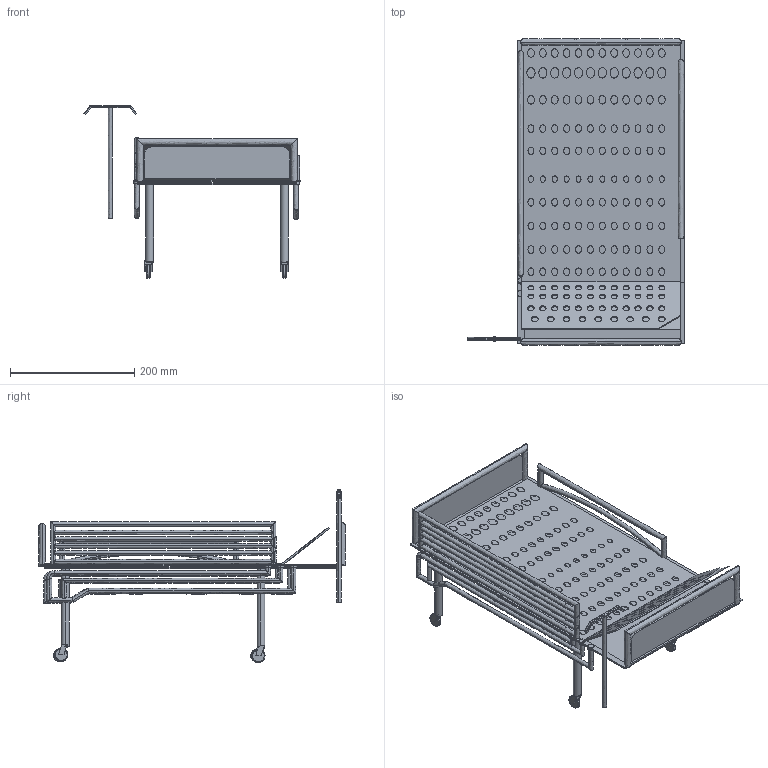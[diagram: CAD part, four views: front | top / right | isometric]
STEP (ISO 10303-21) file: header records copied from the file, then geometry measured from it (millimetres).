
FILE_DESCRIPTION(('FreeCAD Model'),'2;1');
FILE_NAME('Open CASCADE Shape Model','2025-04-29T23:21:21',('FreeCAD'),( 'FreeCAD'),'Open CASCADE STEP processor 7.6','FreeCAD','Unknown');
FILE_SCHEMA(('AUTOMOTIVE_DESIGN { 1 0 10303 214 1 1 1 1 }'));
Products named in the file (1): Open CASCADE STEP translator 7.6 1
Bounding box: 348.86 x 493.61 x 278.64 mm (x, y, z)
Volume: 1385214 mm3; surface area: 1320567.3 mm2
Topology: 20 solids, 23 shells, 648 faces, 1701 edges, 1102 vertices
Faces by surface type: bspline 648
Entity records: 34520 total; most frequent: CARTESIAN_POINT 24091, ORIENTED_EDGE 3376, EDGE_CURVE 1697, B_SPLINE_CURVE_WITH_KNOTS 1389, VERTEX_POINT 1102, FACE_BOUND 1002, EDGE_LOOP 1002, ADVANCED_FACE 648
